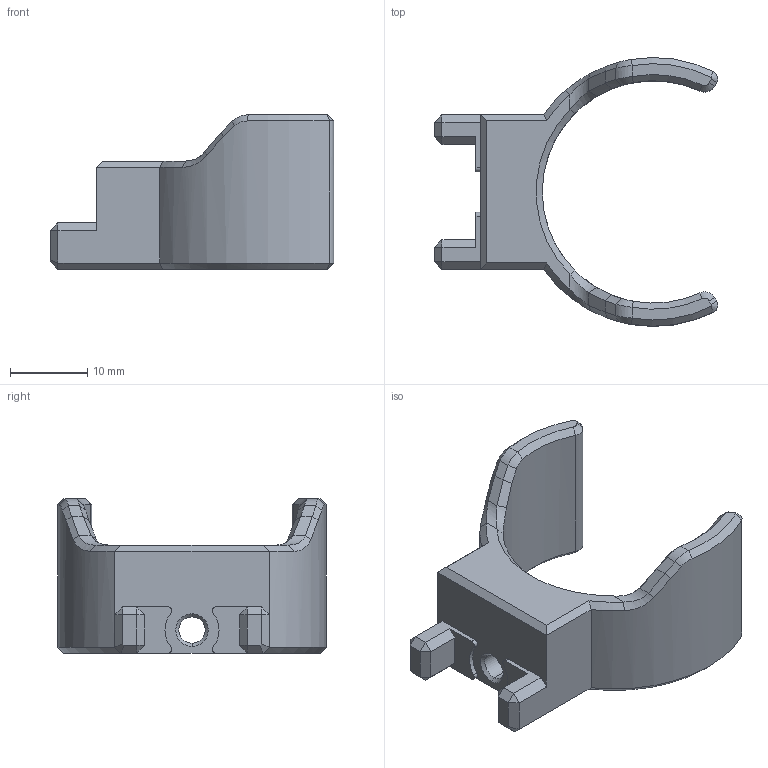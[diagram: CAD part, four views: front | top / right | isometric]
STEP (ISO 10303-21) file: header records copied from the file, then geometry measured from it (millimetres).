
FILE_DESCRIPTION (( 'STEP AP214' ), '1' );
FILE_NAME ('GoopPenClip.STEP', '2022-09-14T09:38:53', ( '' ), ( '' ), 'SwSTEP 2.0', 'SolidWorks 2021', '' );
FILE_SCHEMA (( 'AUTOMOTIVE_DESIGN' ));
Length unit declared in the file: millimetre
Products named in the file (1): GoopPenClip
Bounding box: 36.72 x 34.8 x 20 mm (x, y, z)
Volume: 4994 mm3; surface area: 3301.8 mm2
Topology: 1 solids, 1 shells, 119 faces, 283 edges, 166 vertices
Faces by surface type: plane 51, cylinder 26, cone 25, bspline 17
Entity records: 5002 total; most frequent: CARTESIAN_POINT 2376, ORIENTED_EDGE 566, DIRECTION 490, EDGE_CURVE 283, AXIS2_PLACEMENT_3D 170, VERTEX_POINT 166, VECTOR 150, LINE 150
